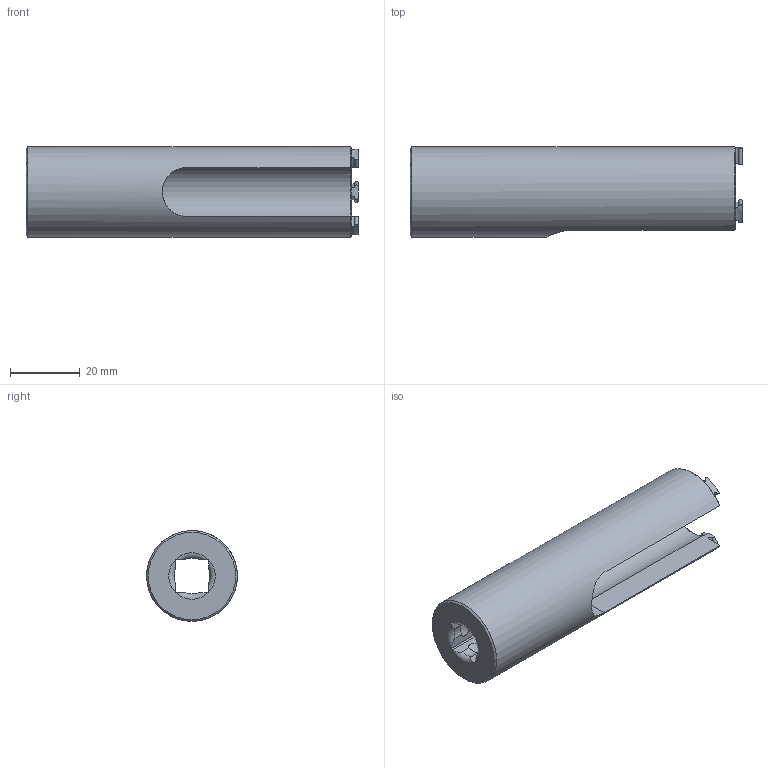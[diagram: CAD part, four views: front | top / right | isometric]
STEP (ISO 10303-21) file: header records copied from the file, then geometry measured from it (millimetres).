
FILE_DESCRIPTION( ( 'Unknown' ), '1' );
FILE_NAME( '715520000-B.stp', 'Unknown', ( 'Unknown' ), ( 'Unknown' ), 'PSStep 15.0.49', 'Unknown', ' ' );
FILE_SCHEMA( ( 'AUTOMOTIVE_DESIGN { 1 0 10303 214 1 1 1 1 }' ) );
Length unit declared in the file: millimetre
Products named in the file (1): 1
Bounding box: 95 x 26 x 26 mm (x, y, z)
Volume: 28193.4 mm3; surface area: 12050.8 mm2
Topology: 1 solids, 1 shells, 60 faces, 165 edges, 106 vertices
Faces by surface type: plane 22, torus 17, cylinder 17, cone 4
Full cylindrical faces by diameter (mm): 16 x1, 26 x1
Entity records: 2860 total; most frequent: CARTESIAN_POINT 950, ORIENTED_EDGE 312, DIRECTION 274, EDGE_CURVE 156, AXIS2_PLACEMENT_3D 119, VERTEX_POINT 103, EDGE_LOOP 66, FACE_OUTER_BOUND 63
